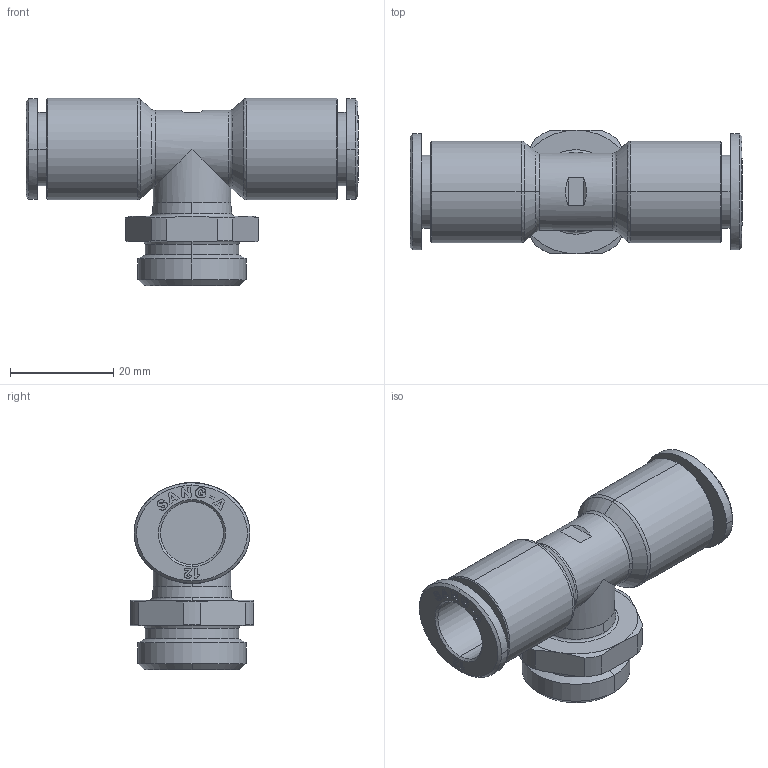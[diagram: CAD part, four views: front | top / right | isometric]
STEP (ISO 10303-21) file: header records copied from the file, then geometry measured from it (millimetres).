
FILE_DESCRIPTION (( 'STEP AP214' ), '1' );
FILE_NAME ('PT12-G04.stp', '2015-10-15T07:37:55', ( '' ), ( '' ), 'SwSTEP 2.0', 'SolidWorks 2015', '' );
FILE_SCHEMA (( 'AUTOMOTIVE_DESIGN' ));
Length unit declared in the file: millimetre
Products named in the file (2): PT12-G04; ｦ+ﾃｦ1
Assembly tree (1 placements, depth 2):
  PT12-G04
    ｦ+ﾃｦ1
Bounding box: 64.4 x 24 x 36.35 mm (x, y, z)
Volume: 16702.3 mm3; surface area: 9136.6 mm2
Topology: 1 solids, 1 shells, 784 faces, 2223 edges, 1470 vertices
Faces by surface type: plane 685, cone 42, cylinder 29, bspline 22, torus 6
Entity records: 27417 total; most frequent: CARTESIAN_POINT 6245, ORIENTED_EDGE 4442, DIRECTION 3802, EDGE_CURVE 2221, VECTOR 2016, LINE 2016, VERTEX_POINT 1470, AXIS2_PLACEMENT_3D 893
